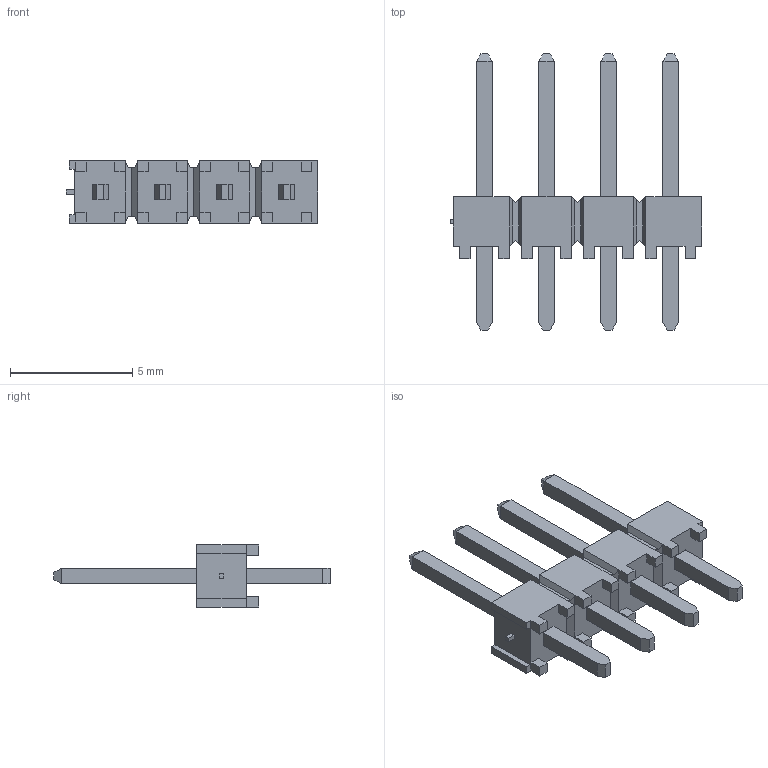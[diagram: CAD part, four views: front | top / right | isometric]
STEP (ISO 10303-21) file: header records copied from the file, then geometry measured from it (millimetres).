
FILE_DESCRIPTION(/* description */ ('STEP AP214'),/* implementation_level */ '2;1');
FILE_NAME(/* name */ 'TSW-104-23-F-S',/* time_stamp */ '2023-01-12T21:58:50+01:00',/* author */ ('License CC BY-ND 4.0'),/* organization */ ('CADENAS'),/* preprocessor_version */ 'ST-DEVELOPER v18.102',/* originating_system */ 'PARTsolutions',/* authorisation */ ' ');
FILE_SCHEMA (('AUTOMOTIVE_DESIGN {1 0 10303 214 3 1 1}'));
Length unit declared in the file: inch
Products named in the file (3): TSW-104-23-F-S; T-1S6-16-TSW-1-23-4-S; TSW-104-23-F-S_body
Assembly tree (2 placements, depth 2):
  TSW-104-23-F-S
    T-1S6-16-TSW-1-23-4-S
    TSW-104-23-F-S_body
Bounding box: 10.29 x 11.3 x 2.54 mm (x, y, z)
Volume: 66.5 mm3; surface area: 267.5 mm2
Topology: 2 solids, 2 shells, 207 faces, 530 edges, 336 vertices
Faces by surface type: plane 207
Entity records: 6162 total; most frequent: CARTESIAN_POINT 1076, ORIENTED_EDGE 1060, DIRECTION 950, EDGE_CURVE 530, LINE 530, VECTOR 530, VERTEX_POINT 336, EDGE_LOOP 224
